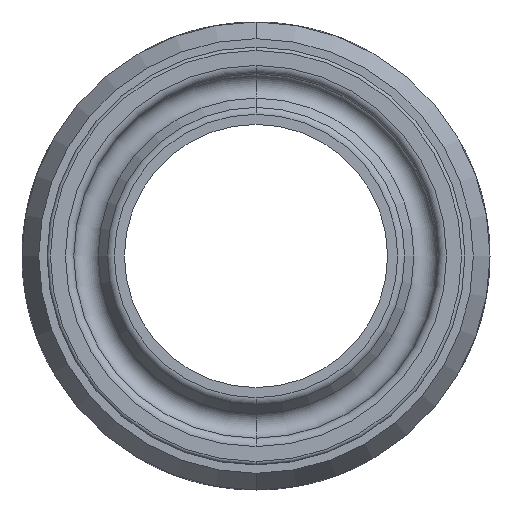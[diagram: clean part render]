
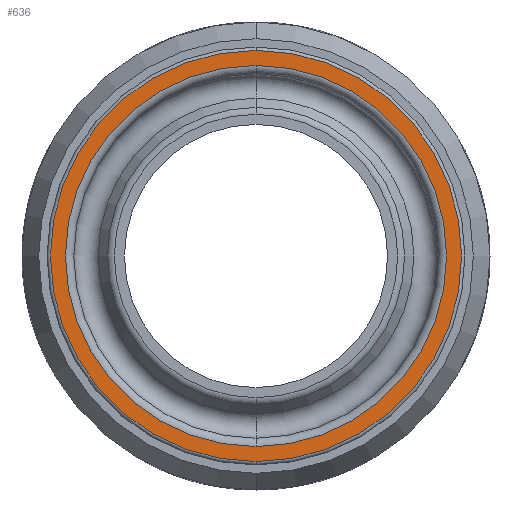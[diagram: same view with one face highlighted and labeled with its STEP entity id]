
A CAD part, front view. The second image highlights one B-rep face of the part: STEP entity #636.
In plain terms, the highlighted planar face has unit normal (0, -1, 0).
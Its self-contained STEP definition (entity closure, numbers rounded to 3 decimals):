
#21 = DIRECTION ( 'NONE',  ( 0., 0., 1. ) ) ;
#43 = CIRCLE ( 'NONE', #3265, 12.3 ) ;
#138 = CARTESIAN_POINT ( 'NONE',  ( 0., -43.5, -11.4 ) ) ;
#159 = EDGE_CURVE ( 'NONE', #3017, #4922, #5220, .T. ) ;
#202 = ORIENTED_EDGE ( 'NONE', *, *, #4757, .T. ) ;
#264 = AXIS2_PLACEMENT_3D ( 'NONE', #3004, #3083, #4827 ) ;
#636 = ADVANCED_FACE ( 'NONE', ( #1470, #4113 ), #3110, .F. ) ;
#707 = CIRCLE ( 'NONE', #1263, 12.3 ) ;
#994 = EDGE_CURVE ( 'NONE', #5177, #5157, #43, .T. ) ;
#1263 = AXIS2_PLACEMENT_3D ( 'NONE', #1934, #4939, #2771 ) ;
#1303 = DIRECTION ( 'NONE',  ( 0., 0., 1. ) ) ;
#1330 = EDGE_LOOP ( 'NONE', ( #2633, #3521 ) ) ;
#1405 = CARTESIAN_POINT ( 'NONE',  ( 11.4, -43.5, 0. ) ) ;
#1470 = FACE_OUTER_BOUND ( 'NONE', #1330, .T. ) ;
#1601 = CARTESIAN_POINT ( 'NONE',  ( 0., -43.5, 11.4 ) ) ;
#1739 = CARTESIAN_POINT ( 'NONE',  ( 0., -43.5, 0. ) ) ;
#1851 = CARTESIAN_POINT ( 'NONE',  ( 0., -43.5, -12.3 ) ) ;
#1934 = CARTESIAN_POINT ( 'NONE',  ( 0., -43.5, 0. ) ) ;
#2337 = CARTESIAN_POINT ( 'NONE',  ( 0., -43.5, 12.3 ) ) ;
#2633 = ORIENTED_EDGE ( 'NONE', *, *, #994, .F. ) ;
#2732 = CIRCLE ( 'NONE', #5299, 11.4 ) ;
#2771 = DIRECTION ( 'NONE',  ( 0., 0., 1. ) ) ;
#3004 = CARTESIAN_POINT ( 'NONE',  ( 0., -43.5, 0. ) ) ;
#3017 = VERTEX_POINT ( 'NONE', #138 ) ;
#3083 = DIRECTION ( 'NONE',  ( 0., 1., 0. ) ) ;
#3110 = PLANE ( 'NONE',  #5287 ) ;
#3265 = AXIS2_PLACEMENT_3D ( 'NONE', #1739, #5242, #1303 ) ;
#3475 = EDGE_LOOP ( 'NONE', ( #202, #4910 ) ) ;
#3507 = CARTESIAN_POINT ( 'NONE',  ( 0., -43.5, 0. ) ) ;
#3521 = ORIENTED_EDGE ( 'NONE', *, *, #5170, .F. ) ;
#3602 = DIRECTION ( 'NONE',  ( 0., 1., 0. ) ) ;
#4113 = FACE_BOUND ( 'NONE', #3475, .T. ) ;
#4757 = EDGE_CURVE ( 'NONE', #4922, #3017, #2732, .T. ) ;
#4811 = DIRECTION ( 'NONE',  ( 0., 1., 0. ) ) ;
#4827 = DIRECTION ( 'NONE',  ( 0., 0., 1. ) ) ;
#4851 = DIRECTION ( 'NONE',  ( 0., 0., 1. ) ) ;
#4910 = ORIENTED_EDGE ( 'NONE', *, *, #159, .T. ) ;
#4922 = VERTEX_POINT ( 'NONE', #1601 ) ;
#4939 = DIRECTION ( 'NONE',  ( 0., 1., 0. ) ) ;
#5157 = VERTEX_POINT ( 'NONE', #1851 ) ;
#5170 = EDGE_CURVE ( 'NONE', #5157, #5177, #707, .T. ) ;
#5177 = VERTEX_POINT ( 'NONE', #2337 ) ;
#5220 = CIRCLE ( 'NONE', #264, 11.4 ) ;
#5242 = DIRECTION ( 'NONE',  ( 0., 1., 0. ) ) ;
#5287 = AXIS2_PLACEMENT_3D ( 'NONE', #1405, #3602, #4851 ) ;
#5299 = AXIS2_PLACEMENT_3D ( 'NONE', #3507, #4811, #21 ) ;
